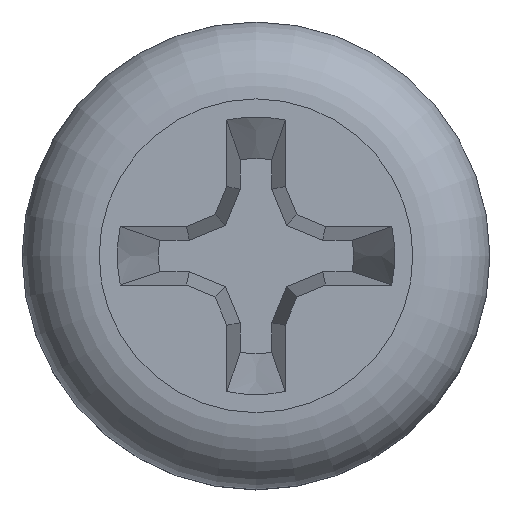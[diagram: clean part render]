
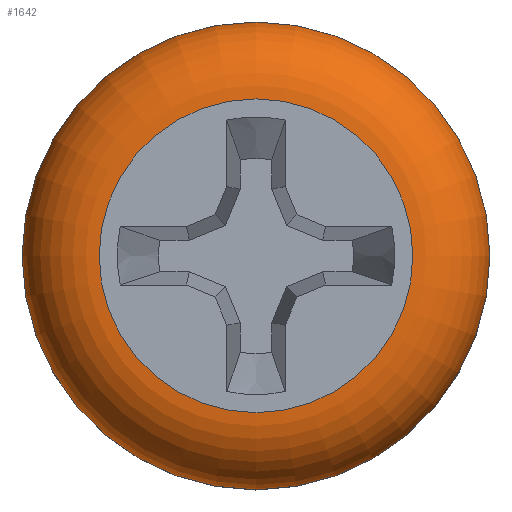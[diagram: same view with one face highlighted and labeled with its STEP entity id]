
A CAD part, top view. The second image highlights one B-rep face of the part: STEP entity #1642.
In plain terms, the highlighted toroidal (fillet/blend) face has major radius 2.683 mm and minor radius 1.317 mm.
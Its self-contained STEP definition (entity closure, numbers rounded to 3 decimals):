
#39=TOROIDAL_SURFACE('',#1759,2.683,1.318);
#168=FACE_OUTER_BOUND('',#256,.T.);
#256=EDGE_LOOP('',(#1257,#1258,#1259,#1260,#1261,#1262,#1263));
#295=CIRCLE('',#1760,4.);
#296=CIRCLE('',#1761,4.);
#297=CIRCLE('',#1762,1.318);
#298=CIRCLE('',#1763,2.683);
#299=CIRCLE('',#1764,2.683);
#300=CIRCLE('',#1765,4.);
#711=VERTEX_POINT('',#8852);
#712=VERTEX_POINT('',#8853);
#713=VERTEX_POINT('',#8855);
#714=VERTEX_POINT('',#8857);
#715=VERTEX_POINT('',#8859);
#942=EDGE_CURVE('',#711,#712,#295,.T.);
#943=EDGE_CURVE('',#713,#711,#296,.T.);
#944=EDGE_CURVE('',#713,#714,#297,.T.);
#945=EDGE_CURVE('',#714,#715,#298,.T.);
#946=EDGE_CURVE('',#715,#714,#299,.T.);
#947=EDGE_CURVE('',#712,#713,#300,.T.);
#1257=ORIENTED_EDGE('',*,*,#942,.F.);
#1258=ORIENTED_EDGE('',*,*,#943,.F.);
#1259=ORIENTED_EDGE('',*,*,#944,.T.);
#1260=ORIENTED_EDGE('',*,*,#945,.T.);
#1261=ORIENTED_EDGE('',*,*,#946,.T.);
#1262=ORIENTED_EDGE('',*,*,#944,.F.);
#1263=ORIENTED_EDGE('',*,*,#947,.F.);
#1642=ADVANCED_FACE('',(#168),#39,.T.);
#1759=AXIS2_PLACEMENT_3D('',#8851,#1997,#1998);
#1760=AXIS2_PLACEMENT_3D('',#8854,#1999,#2000);
#1761=AXIS2_PLACEMENT_3D('',#8856,#2001,#2002);
#1762=AXIS2_PLACEMENT_3D('',#8858,#2003,#2004);
#1763=AXIS2_PLACEMENT_3D('',#8860,#2005,#2006);
#1764=AXIS2_PLACEMENT_3D('',#8861,#2007,#2008);
#1765=AXIS2_PLACEMENT_3D('',#8862,#2009,#2010);
#1997=DIRECTION('center_axis',(0.,0.,-1.));
#1998=DIRECTION('ref_axis',(0.,1.,0.));
#1999=DIRECTION('center_axis',(0.,0.,-1.));
#2000=DIRECTION('ref_axis',(0.,1.,0.));
#2001=DIRECTION('center_axis',(0.,0.,-1.));
#2002=DIRECTION('ref_axis',(0.,1.,0.));
#2003=DIRECTION('center_axis',(-1.,0.,0.));
#2004=DIRECTION('ref_axis',(0.,-1.,0.));
#2005=DIRECTION('center_axis',(0.,0.,-1.));
#2006=DIRECTION('ref_axis',(0.,1.,0.));
#2007=DIRECTION('center_axis',(0.,0.,-1.));
#2008=DIRECTION('ref_axis',(0.,1.,0.));
#2009=DIRECTION('center_axis',(0.,0.,-1.));
#2010=DIRECTION('ref_axis',(0.,1.,0.));
#8851=CARTESIAN_POINT('Origin',(0.,0.,1.783));
#8852=CARTESIAN_POINT('',(-4.,0.,1.783));
#8853=CARTESIAN_POINT('',(4.,0.,1.783));
#8854=CARTESIAN_POINT('Origin',(0.,0.,1.783));
#8855=CARTESIAN_POINT('',(0.,-4.,1.783));
#8856=CARTESIAN_POINT('Origin',(0.,0.,1.783));
#8857=CARTESIAN_POINT('',(0.,-2.683,3.1));
#8858=CARTESIAN_POINT('Origin',(0.,-2.683,1.783));
#8859=CARTESIAN_POINT('',(0.,2.683,3.1));
#8860=CARTESIAN_POINT('Origin',(0.,0.,3.1));
#8861=CARTESIAN_POINT('Origin',(0.,0.,3.1));
#8862=CARTESIAN_POINT('Origin',(0.,0.,1.783));
